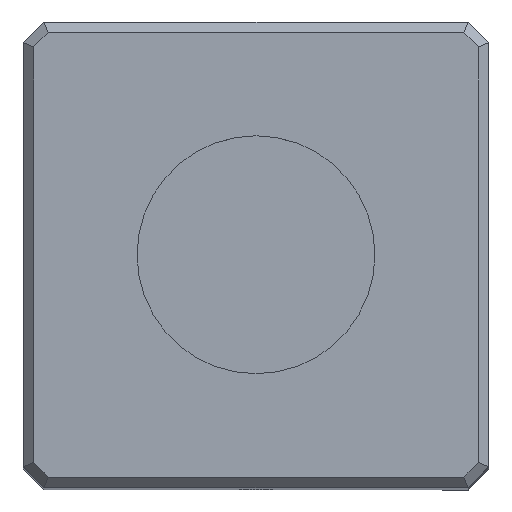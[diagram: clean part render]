
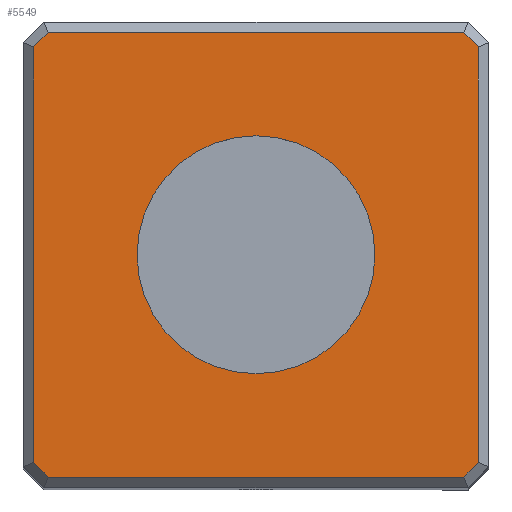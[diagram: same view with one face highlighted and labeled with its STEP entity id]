
A CAD part, top view. The second image highlights one B-rep face of the part: STEP entity #5549.
In plain terms, the highlighted face is planar.
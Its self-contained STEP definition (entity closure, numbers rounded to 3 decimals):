
#196=FACE_BOUND('',#1749,.T.);
#527=LINE('',#8874,#969);
#531=LINE('',#8882,#973);
#534=LINE('',#8888,#976);
#537=LINE('',#8894,#979);
#540=LINE('',#8900,#982);
#544=LINE('',#8908,#986);
#547=LINE('',#8914,#989);
#550=LINE('',#8918,#992);
#969=VECTOR('',#7156,10.);
#973=VECTOR('',#7162,10.);
#976=VECTOR('',#7167,10.);
#979=VECTOR('',#7172,10.);
#982=VECTOR('',#7177,10.);
#986=VECTOR('',#7183,10.);
#989=VECTOR('',#7188,10.);
#992=VECTOR('',#7193,10.);
#1389=FACE_OUTER_BOUND('',#1748,.T.);
#1748=EDGE_LOOP('',(#4304,#4305,#4306,#4307,#4308,#4309,#4310,#4311));
#1749=EDGE_LOOP('',(#4312));
#2153=CIRCLE('',#6083,11.5);
#2552=VERTEX_POINT('',#8872);
#2553=VERTEX_POINT('',#8873);
#2556=VERTEX_POINT('',#8881);
#2558=VERTEX_POINT('',#8887);
#2560=VERTEX_POINT('',#8893);
#2562=VERTEX_POINT('',#8899);
#2565=VERTEX_POINT('',#8907);
#2567=VERTEX_POINT('',#8913);
#2573=VERTEX_POINT('',#8938);
#3184=EDGE_CURVE('',#2552,#2553,#527,.T.);
#3188=EDGE_CURVE('',#2553,#2556,#531,.T.);
#3191=EDGE_CURVE('',#2556,#2558,#534,.T.);
#3194=EDGE_CURVE('',#2558,#2560,#537,.T.);
#3197=EDGE_CURVE('',#2560,#2562,#540,.T.);
#3201=EDGE_CURVE('',#2562,#2565,#544,.T.);
#3204=EDGE_CURVE('',#2565,#2567,#547,.T.);
#3207=EDGE_CURVE('',#2567,#2552,#550,.T.);
#3217=EDGE_CURVE('',#2573,#2573,#2153,.T.);
#4304=ORIENTED_EDGE('',*,*,#3184,.F.);
#4305=ORIENTED_EDGE('',*,*,#3207,.F.);
#4306=ORIENTED_EDGE('',*,*,#3204,.F.);
#4307=ORIENTED_EDGE('',*,*,#3201,.F.);
#4308=ORIENTED_EDGE('',*,*,#3197,.F.);
#4309=ORIENTED_EDGE('',*,*,#3194,.F.);
#4310=ORIENTED_EDGE('',*,*,#3191,.F.);
#4311=ORIENTED_EDGE('',*,*,#3188,.F.);
#4312=ORIENTED_EDGE('',*,*,#3217,.T.);
#5325=PLANE('',#6082);
#5549=ADVANCED_FACE('',(#1389,#196),#5325,.F.);
#6082=AXIS2_PLACEMENT_3D('',#8937,#7211,#7212);
#6083=AXIS2_PLACEMENT_3D('',#8939,#7213,#7214);
#7156=DIRECTION('',(0.,0.,-1.));
#7162=DIRECTION('',(0.,0.707,-0.707));
#7167=DIRECTION('',(0.,1.,0.));
#7172=DIRECTION('',(0.,0.707,0.707));
#7177=DIRECTION('',(0.,0.,1.));
#7183=DIRECTION('',(0.,-0.707,0.707));
#7188=DIRECTION('',(0.,-1.,0.));
#7193=DIRECTION('',(0.,-0.707,-0.707));
#7211=DIRECTION('center_axis',(1.,0.,0.));
#7212=DIRECTION('ref_axis',(0.,0.,-1.));
#7213=DIRECTION('center_axis',(1.,0.,0.));
#7214=DIRECTION('ref_axis',(0.,0.,1.));
#8872=CARTESIAN_POINT('',(0.,-21.5,20.086));
#8873=CARTESIAN_POINT('',(0.,-21.5,-20.086));
#8874=CARTESIAN_POINT('',(0.,-21.5,11.25));
#8881=CARTESIAN_POINT('',(0.,-20.086,-21.5));
#8882=CARTESIAN_POINT('',(0.,-20.793,-20.793));
#8887=CARTESIAN_POINT('',(0.,20.086,-21.5));
#8888=CARTESIAN_POINT('',(0.,-11.25,-21.5));
#8893=CARTESIAN_POINT('',(0.,21.5,-20.086));
#8894=CARTESIAN_POINT('',(0.,20.793,-20.793));
#8899=CARTESIAN_POINT('',(0.,21.5,20.086));
#8900=CARTESIAN_POINT('',(0.,21.5,-11.25));
#8907=CARTESIAN_POINT('',(0.,20.086,21.5));
#8908=CARTESIAN_POINT('',(0.,20.793,20.793));
#8913=CARTESIAN_POINT('',(0.,-20.086,21.5));
#8914=CARTESIAN_POINT('',(0.,11.25,21.5));
#8918=CARTESIAN_POINT('',(0.,-20.793,20.793));
#8937=CARTESIAN_POINT('Origin',(0.,0.,0.));
#8938=CARTESIAN_POINT('',(0.,0.,-11.5));
#8939=CARTESIAN_POINT('Origin',(0.,0.,0.));
